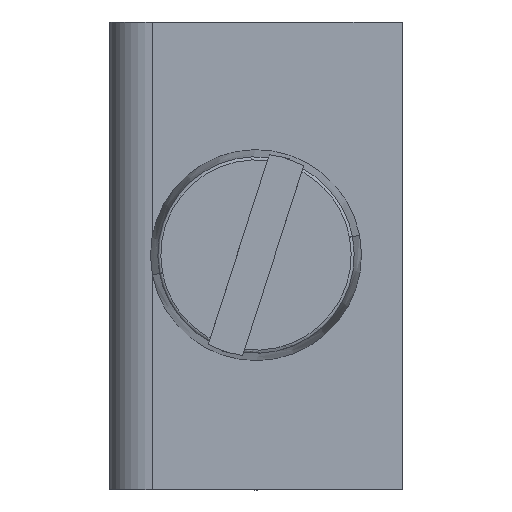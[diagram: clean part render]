
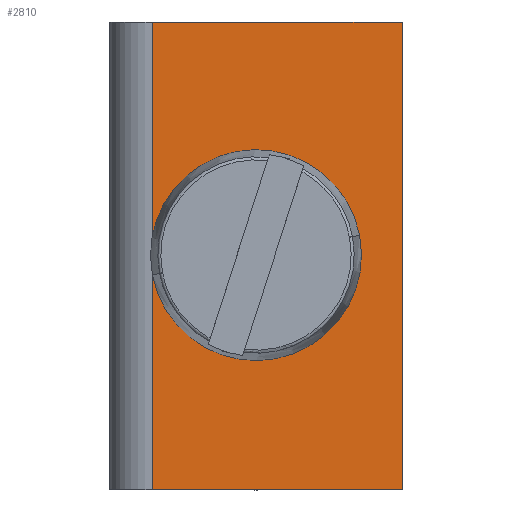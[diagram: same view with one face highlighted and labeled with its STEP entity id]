
A CAD part, top view. The second image highlights one B-rep face of the part: STEP entity #2810.
In plain terms, the highlighted planar face has unit normal (0, 0, 1).
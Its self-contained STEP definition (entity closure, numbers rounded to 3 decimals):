
#48=AXIS2_PLACEMENT_3D('Circle Axis2P3D',#46,#47,$) ;
#79=AXIS2_PLACEMENT_3D('Circle Axis2P3D',#77,#78,$) ;
#2798=AXIS2_PLACEMENT_3D('Plane Axis2P3D',#2795,#2796,#2797) ;
#43=CARTESIAN_POINT('Vertex',(7.337,7.75,16.805)) ;
#46=CARTESIAN_POINT('Axis2P3D Location',(4.85,7.75,16.805)) ;
#50=CARTESIAN_POINT('Vertex',(2.363,7.75,16.805)) ;
#77=CARTESIAN_POINT('Axis2P3D Location',(4.85,7.75,16.805)) ;
#146=CARTESIAN_POINT('Vertex',(1.41,15.5,16.805)) ;
#162=CARTESIAN_POINT('Vertex',(1.41,0.,16.805)) ;
#165=CARTESIAN_POINT('Line Origine',(1.41,7.14,16.805)) ;
#2701=CARTESIAN_POINT('Vertex',(9.7,0.,16.805)) ;
#2706=CARTESIAN_POINT('Line Origine',(5.555,0.,16.805)) ;
#2739=CARTESIAN_POINT('Vertex',(9.7,15.5,16.805)) ;
#2742=CARTESIAN_POINT('Line Origine',(9.7,7.75,16.805)) ;
#2783=CARTESIAN_POINT('Line Origine',(5.555,15.5,16.805)) ;
#2795=CARTESIAN_POINT('Axis2P3D Location',(4.867,7.75,16.805)) ;
#47=DIRECTION('Axis2P3D Direction',(0.,0.,1.)) ;
#78=DIRECTION('Axis2P3D Direction',(0.,0.,1.)) ;
#166=DIRECTION('Vector Direction',(0.,1.,0.)) ;
#2707=DIRECTION('Vector Direction',(-1.,0.,0.)) ;
#2743=DIRECTION('Vector Direction',(0.,-1.,0.)) ;
#2784=DIRECTION('Vector Direction',(-1.,0.,0.)) ;
#2796=DIRECTION('Axis2P3D Direction',(0.,0.,1.)) ;
#2797=DIRECTION('Axis2P3D XDirection',(1.,0.,0.)) ;
#167=VECTOR('Line Direction',#166,1.) ;
#2708=VECTOR('Line Direction',#2707,1.) ;
#2744=VECTOR('Line Direction',#2743,1.) ;
#2785=VECTOR('Line Direction',#2784,1.) ;
#2801=ORIENTED_EDGE('',*,*,#2746,.F.) ;
#2802=ORIENTED_EDGE('',*,*,#2787,.T.) ;
#2803=ORIENTED_EDGE('',*,*,#169,.T.) ;
#2804=ORIENTED_EDGE('',*,*,#2710,.F.) ;
#2807=ORIENTED_EDGE('',*,*,#81,.F.) ;
#2808=ORIENTED_EDGE('',*,*,#52,.F.) ;
#2809=FACE_BOUND('',#2806,.T.) ;
#2810=ADVANCED_FACE('ZB ZB4',(#2805,#2809),#2799,.T.) ;
#49=CIRCLE('generated circle',#48,2.487) ;
#80=CIRCLE('generated circle',#79,2.487) ;
#52=EDGE_CURVE('',#44,#51,#49,.T.) ;
#81=EDGE_CURVE('',#51,#44,#80,.T.) ;
#169=EDGE_CURVE('',#147,#163,#168,.F.) ;
#2710=EDGE_CURVE('',#2702,#163,#2709,.T.) ;
#2746=EDGE_CURVE('',#2740,#2702,#2745,.T.) ;
#2787=EDGE_CURVE('',#2740,#147,#2786,.T.) ;
#2800=EDGE_LOOP('',(#2801,#2802,#2803,#2804)) ;
#2806=EDGE_LOOP('',(#2807,#2808)) ;
#2805=FACE_OUTER_BOUND('',#2800,.T.) ;
#168=LINE('Line',#165,#167) ;
#2709=LINE('Line',#2706,#2708) ;
#2745=LINE('Line',#2742,#2744) ;
#2786=LINE('Line',#2783,#2785) ;
#2799=PLANE('',#2798) ;
#44=VERTEX_POINT('',#43) ;
#51=VERTEX_POINT('',#50) ;
#147=VERTEX_POINT('',#146) ;
#163=VERTEX_POINT('',#162) ;
#2702=VERTEX_POINT('',#2701) ;
#2740=VERTEX_POINT('',#2739) ;
